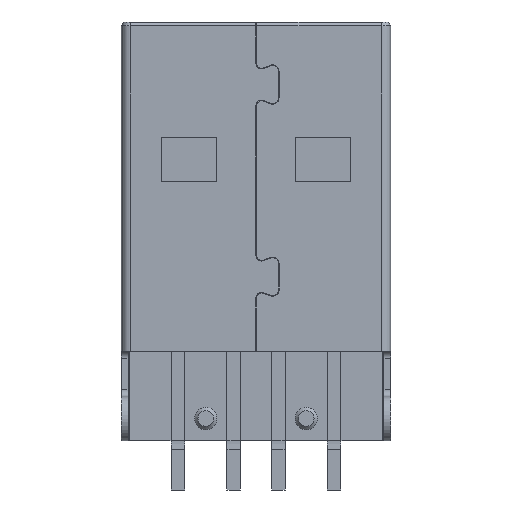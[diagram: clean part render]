
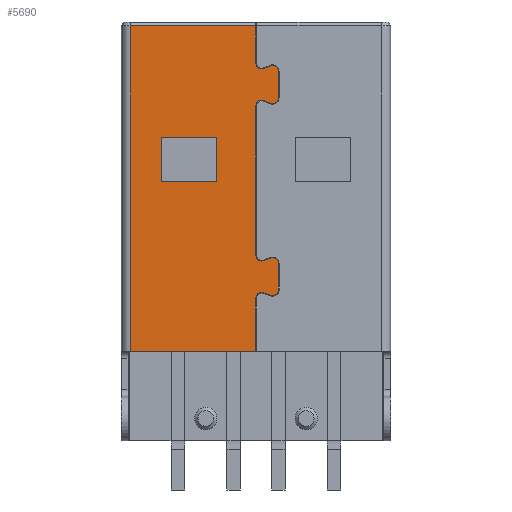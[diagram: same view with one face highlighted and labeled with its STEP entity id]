
A CAD part, front view. The second image highlights one B-rep face of the part: STEP entity #5690.
In plain terms, the highlighted planar face has unit normal (0, -1, 0).
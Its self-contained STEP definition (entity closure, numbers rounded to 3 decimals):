
#40=FACE_BOUND('',#616,.T.);
#175=CIRCLE('',#6063,0.25);
#176=CIRCLE('',#6064,0.25);
#177=CIRCLE('',#6065,0.25);
#178=CIRCLE('',#6066,0.25);
#179=CIRCLE('',#6067,0.25);
#180=CIRCLE('',#6068,0.25);
#181=CIRCLE('',#6069,0.25);
#182=CIRCLE('',#6070,0.25);
#319=FACE_OUTER_BOUND('',#615,.T.);
#615=EDGE_LOOP('',(#4039,#4040,#4041,#4042,#4043,#4044,#4045,#4046,#4047,
#4048,#4049,#4050,#4051,#4052,#4053,#4054,#4055,#4056,#4057,#4058));
#616=EDGE_LOOP('',(#4059,#4060,#4061,#4062));
#849=LINE('',#7855,#1520);
#852=LINE('',#7860,#1523);
#880=LINE('',#7948,#1551);
#922=LINE('',#8059,#1593);
#1044=LINE('',#8353,#1715);
#1107=LINE('',#8510,#1778);
#1108=LINE('',#8511,#1779);
#1109=LINE('',#8513,#1780);
#1110=LINE('',#8517,#1781);
#1111=LINE('',#8521,#1782);
#1112=LINE('',#8525,#1783);
#1113=LINE('',#8530,#1784);
#1114=LINE('',#8534,#1785);
#1115=LINE('',#8538,#1786);
#1116=LINE('',#8541,#1787);
#1117=LINE('',#8542,#1788);
#1520=VECTOR('',#6355,2.);
#1523=VECTOR('',#6360,2.5);
#1551=VECTOR('',#6424,6.7);
#1593=VECTOR('',#6516,5.625);
#1715=VECTOR('',#6746,5.625);
#1778=VECTOR('',#6899,1.677);
#1779=VECTOR('',#6900,14.577);
#1780=VECTOR('',#6901,2.4);
#1781=VECTOR('',#6904,0.35);
#1782=VECTOR('',#6907,1.2);
#1783=VECTOR('',#6910,0.35);
#1784=VECTOR('',#6915,0.35);
#1785=VECTOR('',#6918,1.2);
#1786=VECTOR('',#6921,0.35);
#1787=VECTOR('',#6924,2.);
#1788=VECTOR('',#6925,2.5);
#2188=VERTEX_POINT('',#7852);
#2189=VERTEX_POINT('',#7854);
#2190=VERTEX_POINT('',#7858);
#2231=VERTEX_POINT('',#7945);
#2232=VERTEX_POINT('',#7947);
#2275=VERTEX_POINT('',#8056);
#2276=VERTEX_POINT('',#8058);
#2384=VERTEX_POINT('',#8343);
#2386=VERTEX_POINT('',#8351);
#2435=VERTEX_POINT('',#8509);
#2436=VERTEX_POINT('',#8512);
#2437=VERTEX_POINT('',#8514);
#2438=VERTEX_POINT('',#8516);
#2439=VERTEX_POINT('',#8518);
#2440=VERTEX_POINT('',#8520);
#2441=VERTEX_POINT('',#8522);
#2442=VERTEX_POINT('',#8524);
#2443=VERTEX_POINT('',#8527);
#2444=VERTEX_POINT('',#8529);
#2445=VERTEX_POINT('',#8531);
#2446=VERTEX_POINT('',#8533);
#2447=VERTEX_POINT('',#8535);
#2448=VERTEX_POINT('',#8537);
#2449=VERTEX_POINT('',#8540);
#2713=EDGE_CURVE('',#2188,#2189,#849,.T.);
#2716=EDGE_CURVE('',#2190,#2188,#852,.T.);
#2760=EDGE_CURVE('',#2231,#2232,#880,.T.);
#2815=EDGE_CURVE('',#2276,#2275,#922,.T.);
#2964=EDGE_CURVE('',#2384,#2386,#1044,.T.);
#3041=EDGE_CURVE('',#2386,#2435,#1107,.T.);
#3042=EDGE_CURVE('',#2276,#2384,#1108,.T.);
#3043=EDGE_CURVE('',#2275,#2436,#1109,.T.);
#3044=EDGE_CURVE('',#2437,#2436,#175,.T.);
#3045=EDGE_CURVE('',#2438,#2437,#1110,.T.);
#3046=EDGE_CURVE('',#2438,#2439,#176,.T.);
#3047=EDGE_CURVE('',#2440,#2439,#1111,.T.);
#3048=EDGE_CURVE('',#2440,#2441,#177,.T.);
#3049=EDGE_CURVE('',#2442,#2441,#1112,.T.);
#3050=EDGE_CURVE('',#2232,#2442,#178,.T.);
#3051=EDGE_CURVE('',#2443,#2231,#179,.T.);
#3052=EDGE_CURVE('',#2444,#2443,#1113,.T.);
#3053=EDGE_CURVE('',#2444,#2445,#180,.T.);
#3054=EDGE_CURVE('',#2446,#2445,#1114,.T.);
#3055=EDGE_CURVE('',#2446,#2447,#181,.T.);
#3056=EDGE_CURVE('',#2448,#2447,#1115,.T.);
#3057=EDGE_CURVE('',#2435,#2448,#182,.T.);
#3058=EDGE_CURVE('',#2449,#2190,#1116,.T.);
#3059=EDGE_CURVE('',#2189,#2449,#1117,.T.);
#4039=ORIENTED_EDGE('',*,*,#3041,.F.);
#4040=ORIENTED_EDGE('',*,*,#2964,.F.);
#4041=ORIENTED_EDGE('',*,*,#3042,.F.);
#4042=ORIENTED_EDGE('',*,*,#2815,.T.);
#4043=ORIENTED_EDGE('',*,*,#3043,.T.);
#4044=ORIENTED_EDGE('',*,*,#3044,.F.);
#4045=ORIENTED_EDGE('',*,*,#3045,.F.);
#4046=ORIENTED_EDGE('',*,*,#3046,.T.);
#4047=ORIENTED_EDGE('',*,*,#3047,.F.);
#4048=ORIENTED_EDGE('',*,*,#3048,.T.);
#4049=ORIENTED_EDGE('',*,*,#3049,.F.);
#4050=ORIENTED_EDGE('',*,*,#3050,.F.);
#4051=ORIENTED_EDGE('',*,*,#2760,.F.);
#4052=ORIENTED_EDGE('',*,*,#3051,.F.);
#4053=ORIENTED_EDGE('',*,*,#3052,.F.);
#4054=ORIENTED_EDGE('',*,*,#3053,.T.);
#4055=ORIENTED_EDGE('',*,*,#3054,.F.);
#4056=ORIENTED_EDGE('',*,*,#3055,.T.);
#4057=ORIENTED_EDGE('',*,*,#3056,.F.);
#4058=ORIENTED_EDGE('',*,*,#3057,.F.);
#4059=ORIENTED_EDGE('',*,*,#2713,.F.);
#4060=ORIENTED_EDGE('',*,*,#2716,.F.);
#4061=ORIENTED_EDGE('',*,*,#3058,.F.);
#4062=ORIENTED_EDGE('',*,*,#3059,.F.);
#5172=PLANE('',#6062);
#5690=ADVANCED_FACE('',(#319,#40),#5172,.T.);
#6062=AXIS2_PLACEMENT_3D('',#8508,#6897,#6898);
#6063=AXIS2_PLACEMENT_3D('',#8515,#6902,#6903);
#6064=AXIS2_PLACEMENT_3D('',#8519,#6905,#6906);
#6065=AXIS2_PLACEMENT_3D('',#8523,#6908,#6909);
#6066=AXIS2_PLACEMENT_3D('',#8526,#6911,#6912);
#6067=AXIS2_PLACEMENT_3D('',#8528,#6913,#6914);
#6068=AXIS2_PLACEMENT_3D('',#8532,#6916,#6917);
#6069=AXIS2_PLACEMENT_3D('',#8536,#6919,#6920);
#6070=AXIS2_PLACEMENT_3D('',#8539,#6922,#6923);
#6355=DIRECTION('',(0.,0.,-1.));
#6360=DIRECTION('',(-1.,0.,0.));
#6424=DIRECTION('',(0.,0.,-1.));
#6516=DIRECTION('',(1.,0.,0.));
#6746=DIRECTION('',(1.,0.,0.));
#6897=DIRECTION('center_axis',(0.,-1.,0.));
#6898=DIRECTION('ref_axis',(1.,0.,0.));
#6899=DIRECTION('',(0.,0.,-1.));
#6900=DIRECTION('',(0.,0.,1.));
#6901=DIRECTION('',(0.,0.,1.));
#6902=DIRECTION('center_axis',(0.,-1.,0.));
#6903=DIRECTION('ref_axis',(0.342,0.,0.94));
#6904=DIRECTION('',(-0.94,0.,0.342));
#6905=DIRECTION('center_axis',(0.,-1.,0.));
#6906=DIRECTION('ref_axis',(-0.342,0.,-0.94));
#6907=DIRECTION('',(0.,0.,-1.));
#6908=DIRECTION('center_axis',(0.,-1.,0.));
#6909=DIRECTION('ref_axis',(1.,0.,0.));
#6910=DIRECTION('',(0.94,0.,0.342));
#6911=DIRECTION('center_axis',(0.,-1.,0.));
#6912=DIRECTION('ref_axis',(-1.,0.,0.));
#6913=DIRECTION('center_axis',(0.,-1.,0.));
#6914=DIRECTION('ref_axis',(0.342,0.,0.94));
#6915=DIRECTION('',(-0.94,0.,0.342));
#6916=DIRECTION('center_axis',(0.,-1.,0.));
#6917=DIRECTION('ref_axis',(-0.342,0.,-0.94));
#6918=DIRECTION('',(0.,0.,-1.));
#6919=DIRECTION('center_axis',(0.,-1.,0.));
#6920=DIRECTION('ref_axis',(1.,0.,0.));
#6921=DIRECTION('',(0.94,0.,0.342));
#6922=DIRECTION('center_axis',(0.,-1.,0.));
#6923=DIRECTION('ref_axis',(-1.,0.,0.));
#6924=DIRECTION('',(0.,0.,1.));
#6925=DIRECTION('',(1.,0.,0.));
#7852=CARTESIAN_POINT('',(-4.25,-2.25,4.215));
#7854=CARTESIAN_POINT('',(-4.25,-2.25,2.215));
#7855=CARTESIAN_POINT('',(-4.25,-2.25,4.215));
#7858=CARTESIAN_POINT('',(-1.75,-2.25,4.215));
#7860=CARTESIAN_POINT('',(-1.75,-2.25,4.215));
#7945=CARTESIAN_POINT('',(0.,-2.25,5.625));
#7947=CARTESIAN_POINT('',(0.,-2.25,-1.075));
#7948=CARTESIAN_POINT('',(0.,-2.25,5.625));
#8056=CARTESIAN_POINT('',(0.,-2.25,-5.375));
#8058=CARTESIAN_POINT('',(-5.625,-2.25,-5.375));
#8059=CARTESIAN_POINT('',(-5.625,-2.25,-5.375));
#8343=CARTESIAN_POINT('',(-5.625,-2.25,9.202));
#8351=CARTESIAN_POINT('',(0.,-2.25,9.202));
#8353=CARTESIAN_POINT('',(-5.625,-2.25,9.202));
#8508=CARTESIAN_POINT('Origin',(-5.625,-2.25,-9.375));
#8509=CARTESIAN_POINT('',(0.,-2.25,7.525));
#8510=CARTESIAN_POINT('',(0.,-2.25,9.202));
#8511=CARTESIAN_POINT('',(-5.625,-2.25,-5.375));
#8512=CARTESIAN_POINT('',(0.,-2.25,-2.975));
#8513=CARTESIAN_POINT('',(0.,-2.25,-5.375));
#8514=CARTESIAN_POINT('',(0.336,-2.25,-2.74));
#8515=CARTESIAN_POINT('Origin',(0.25,-2.25,-2.975));
#8516=CARTESIAN_POINT('',(0.664,-2.25,-2.86));
#8517=CARTESIAN_POINT('',(0.664,-2.25,-2.86));
#8518=CARTESIAN_POINT('',(1.,-2.25,-2.625));
#8519=CARTESIAN_POINT('Origin',(0.75,-2.25,-2.625));
#8520=CARTESIAN_POINT('',(1.,-2.25,-1.425));
#8521=CARTESIAN_POINT('',(1.,-2.25,-1.425));
#8522=CARTESIAN_POINT('',(0.664,-2.25,-1.19));
#8523=CARTESIAN_POINT('Origin',(0.75,-2.25,-1.425));
#8524=CARTESIAN_POINT('',(0.336,-2.25,-1.31));
#8525=CARTESIAN_POINT('',(0.336,-2.25,-1.31));
#8526=CARTESIAN_POINT('Origin',(0.25,-2.25,-1.075));
#8527=CARTESIAN_POINT('',(0.336,-2.25,5.86));
#8528=CARTESIAN_POINT('Origin',(0.25,-2.25,5.625));
#8529=CARTESIAN_POINT('',(0.664,-2.25,5.74));
#8530=CARTESIAN_POINT('',(0.664,-2.25,5.74));
#8531=CARTESIAN_POINT('',(1.,-2.25,5.975));
#8532=CARTESIAN_POINT('Origin',(0.75,-2.25,5.975));
#8533=CARTESIAN_POINT('',(1.,-2.25,7.175));
#8534=CARTESIAN_POINT('',(1.,-2.25,7.175));
#8535=CARTESIAN_POINT('',(0.664,-2.25,7.41));
#8536=CARTESIAN_POINT('Origin',(0.75,-2.25,7.175));
#8537=CARTESIAN_POINT('',(0.336,-2.25,7.29));
#8538=CARTESIAN_POINT('',(0.336,-2.25,7.29));
#8539=CARTESIAN_POINT('Origin',(0.25,-2.25,7.525));
#8540=CARTESIAN_POINT('',(-1.75,-2.25,2.215));
#8541=CARTESIAN_POINT('',(-1.75,-2.25,2.215));
#8542=CARTESIAN_POINT('',(-4.25,-2.25,2.215));
